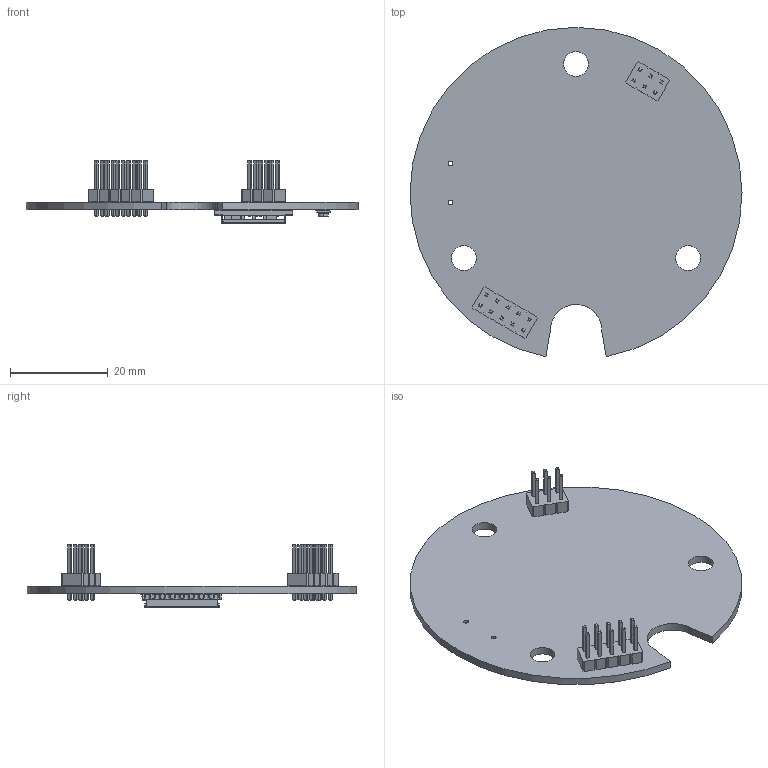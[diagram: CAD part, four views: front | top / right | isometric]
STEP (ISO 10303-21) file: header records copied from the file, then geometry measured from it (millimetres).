
FILE_DESCRIPTION(('KiCad electronic assembly'),'2;1');
FILE_NAME('PCB3.step','2022-09-19T19:34:58',('Pcbnew'),('Kicad'), 'Open CASCADE STEP processor 7.6','KiCad to STEP converter','Unknown' );
FILE_SCHEMA(('AUTOMOTIVE_DESIGN { 1 0 10303 214 1 1 1 1 }'));
Length unit declared in the file: millimetre
Products named in the file (10): PCB3 1; PinHeader_2x05_P2.54mm_Vertical; SOLID; PinHeader_2x03_P2.54mm_Vertical; RFM95CW--3DModel-STEP-269445; COMPOUND; RSP-122811-01--3DModel-STEP-56544; _autosave-PCB5 PCB
Assembly tree (9 placements, depth 3):
  PCB3 1
    PinHeader_2x05_P2.54mm_Vertical
      SOLID
    PinHeader_2x03_P2.54mm_Vertical
      SOLID
    RFM95CW--3DModel-STEP-269445
      COMPOUND
    RSP-122811-01--3DModel-STEP-56544
      COMPOUND
    _autosave-PCB5 PCB
Bounding box: 68 x 67.44 x 13.04 mm (x, y, z)
Volume: 6154.8 mm3; surface area: 9605.9 mm2
Topology: 42 solids, 42 shells, 1008 faces, 2443 edges, 1511 vertices
Faces by surface type: bspline 981, cylinder 23, plane 4
Full cylindrical faces by diameter (mm): 1 x18, 5.1 x3
Entity records: 56996 total; most frequent: CARTESIAN_POINT 22007, B_SPLINE_CURVE_WITH_KNOTS 6624, ORIENTED_EDGE 4802, PCURVE 4802, DEFINITIONAL_REPRESENTATION 4802, EDGE_CURVE 2401, SURFACE_CURVE 2380, VERTEX_POINT 1511
